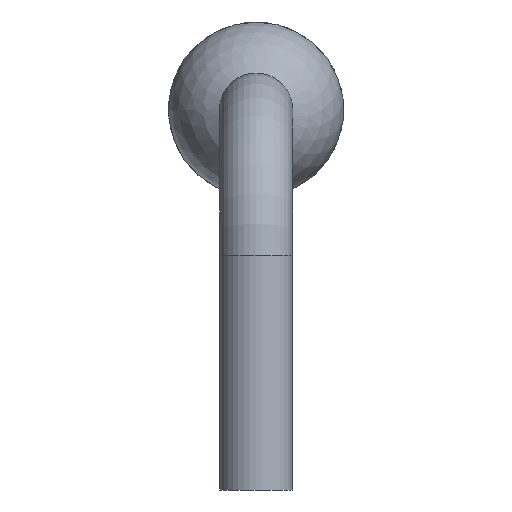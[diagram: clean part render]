
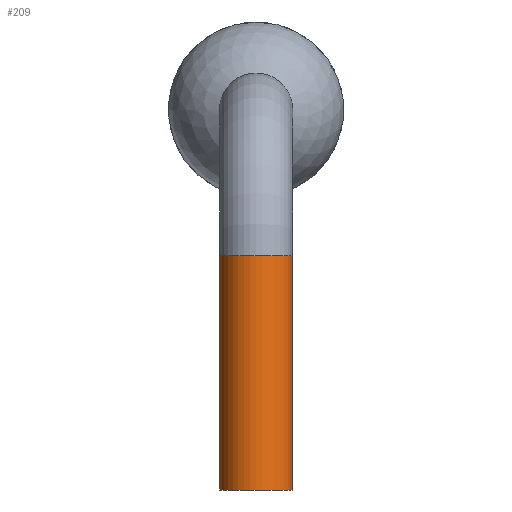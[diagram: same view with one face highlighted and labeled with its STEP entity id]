
A CAD part, left-side view. The second image highlights one B-rep face of the part: STEP entity #209.
In plain terms, the highlighted cylindrical face has radius 0.25 mm (diameter 0.5 mm), a full revolution.
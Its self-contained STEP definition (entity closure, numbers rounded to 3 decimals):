
#25=LINE('',#423,#29);
#29=VECTOR('',#328,0.25);
#33=CYLINDRICAL_SURFACE('',#254,0.25);
#49=FACE_OUTER_BOUND('',#62,.T.);
#62=EDGE_LOOP('',(#174,#175,#176,#177,#178));
#84=CIRCLE('',#255,0.25);
#85=CIRCLE('',#256,0.25);
#86=CIRCLE('',#257,0.25);
#102=VERTEX_POINT('',#420);
#103=VERTEX_POINT('',#422);
#104=VERTEX_POINT('',#424);
#127=EDGE_CURVE('',#102,#102,#84,.T.);
#128=EDGE_CURVE('',#102,#103,#25,.T.);
#129=EDGE_CURVE('',#103,#104,#85,.T.);
#130=EDGE_CURVE('',#104,#103,#86,.T.);
#174=ORIENTED_EDGE('',*,*,#127,.F.);
#175=ORIENTED_EDGE('',*,*,#128,.T.);
#176=ORIENTED_EDGE('',*,*,#129,.T.);
#177=ORIENTED_EDGE('',*,*,#130,.T.);
#178=ORIENTED_EDGE('',*,*,#128,.F.);
#209=ADVANCED_FACE('',(#49),#33,.T.);
#254=AXIS2_PLACEMENT_3D('',#419,#324,#325);
#255=AXIS2_PLACEMENT_3D('',#421,#326,#327);
#256=AXIS2_PLACEMENT_3D('',#425,#329,#330);
#257=AXIS2_PLACEMENT_3D('',#426,#331,#332);
#324=DIRECTION('center_axis',(0.,0.,-1.));
#325=DIRECTION('ref_axis',(0.,-1.,0.));
#326=DIRECTION('center_axis',(0.,0.,-1.));
#327=DIRECTION('ref_axis',(0.,-1.,0.));
#328=DIRECTION('',(0.,0.,1.));
#329=DIRECTION('center_axis',(0.,0.,-1.));
#330=DIRECTION('ref_axis',(0.,-1.,0.));
#331=DIRECTION('center_axis',(0.,0.,-1.));
#332=DIRECTION('ref_axis',(0.,-1.,0.));
#419=CARTESIAN_POINT('Origin',(-5.08,0.,1.6));
#420=CARTESIAN_POINT('',(-5.08,0.25,0.));
#421=CARTESIAN_POINT('Origin',(-5.08,0.,0.));
#422=CARTESIAN_POINT('',(-5.08,0.25,1.6));
#423=CARTESIAN_POINT('',(-5.08,0.25,1.6));
#424=CARTESIAN_POINT('',(-4.83,0.,1.6));
#425=CARTESIAN_POINT('Origin',(-5.08,0.,1.6));
#426=CARTESIAN_POINT('Origin',(-5.08,0.,1.6));
